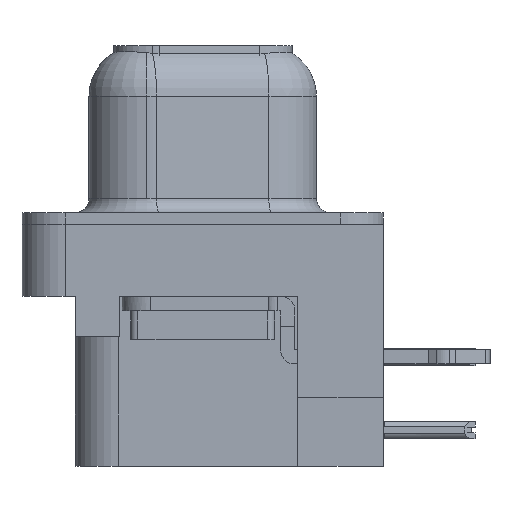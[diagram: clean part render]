
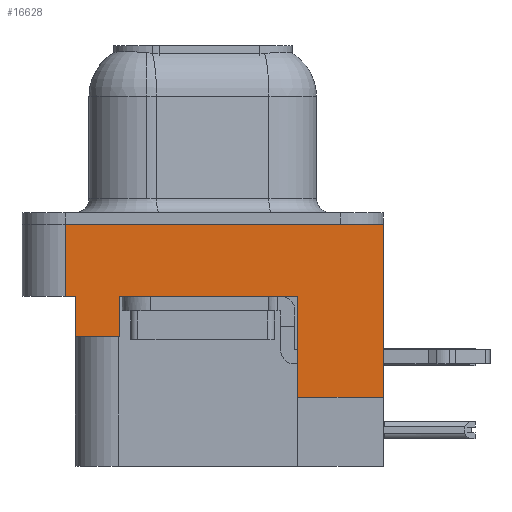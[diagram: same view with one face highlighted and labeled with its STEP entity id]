
A CAD part, left-side view. The second image highlights one B-rep face of the part: STEP entity #16628.
In plain terms, the highlighted planar face has unit normal (-1, 0, 0).
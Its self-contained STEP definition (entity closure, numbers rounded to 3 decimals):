
#579 = DIRECTION ( 'NONE',  ( 0., 1., 0. ) ) ;
#758 = CARTESIAN_POINT ( 'NONE',  ( -2.91, 4.425, -3.9 ) ) ;
#1267 = AXIS2_PLACEMENT_3D ( 'NONE', #17303, #19114, #8255 ) ;
#1270 = ORIENTED_EDGE ( 'NONE', *, *, #20072, .F. ) ;
#1311 = VECTOR ( 'NONE', #579, 1000. ) ;
#1903 = CARTESIAN_POINT ( 'NONE',  ( -2.91, -6.275, -2.5 ) ) ;
#2019 = EDGE_CURVE ( 'NONE', #22266, #7731, #19780, .T. ) ;
#2178 = CARTESIAN_POINT ( 'NONE',  ( -2.91, -6.495, -6. ) ) ;
#2202 = EDGE_CURVE ( 'NONE', #22810, #23347, #19104, .T. ) ;
#2302 = EDGE_CURVE ( 'NONE', #10841, #22266, #18995, .T. ) ;
#2323 = CARTESIAN_POINT ( 'NONE',  ( -2.91, 4.425, -3.9 ) ) ;
#2369 = ORIENTED_EDGE ( 'NONE', *, *, #2202, .F. ) ;
#2472 = EDGE_CURVE ( 'NONE', #22810, #14514, #18340, .T. ) ;
#2658 = CARTESIAN_POINT ( 'NONE',  ( -2.91, -6.275, 0. ) ) ;
#3693 = ORIENTED_EDGE ( 'NONE', *, *, #11492, .T. ) ;
#3817 = ORIENTED_EDGE ( 'NONE', *, *, #6024, .T. ) ;
#4592 = PLANE ( 'NONE',  #1267 ) ;
#5146 = VERTEX_POINT ( 'NONE', #20217 ) ;
#5182 = CARTESIAN_POINT ( 'NONE',  ( -2.91, -6.275, -6. ) ) ;
#5464 = VECTOR ( 'NONE', #14324, 1000. ) ;
#5485 = LINE ( 'NONE', #8860, #5464 ) ;
#6024 = EDGE_CURVE ( 'NONE', #18805, #5146, #6045, .T. ) ;
#6045 = LINE ( 'NONE', #10319, #6089 ) ;
#6089 = VECTOR ( 'NONE', #22901, 1000. ) ;
#6141 = LINE ( 'NONE', #2323, #1311 ) ;
#6167 = EDGE_CURVE ( 'NONE', #23347, #8299, #5485, .T. ) ;
#6679 = ORIENTED_EDGE ( 'NONE', *, *, #2472, .T. ) ;
#6806 = ORIENTED_EDGE ( 'NONE', *, *, #9805, .F. ) ;
#6921 = DIRECTION ( 'NONE',  ( 0., 1., 0. ) ) ;
#7731 = VERTEX_POINT ( 'NONE', #16265 ) ;
#8255 = DIRECTION ( 'NONE',  ( 0., 0., 1. ) ) ;
#8299 = VERTEX_POINT ( 'NONE', #2658 ) ;
#8363 = LINE ( 'NONE', #1903, #22216 ) ;
#8427 = EDGE_CURVE ( 'NONE', #10841, #8299, #19999, .T. ) ;
#8826 = CARTESIAN_POINT ( 'NONE',  ( -2.91, -3.295, -6. ) ) ;
#8860 = CARTESIAN_POINT ( 'NONE',  ( -2.91, -6.275, 0. ) ) ;
#9294 = LINE ( 'NONE', #10392, #13543 ) ;
#9805 = EDGE_CURVE ( 'NONE', #19579, #14514, #9294, .T. ) ;
#10319 = CARTESIAN_POINT ( 'NONE',  ( -2.91, 2.895, -3.9 ) ) ;
#10392 = CARTESIAN_POINT ( 'NONE',  ( -2.91, 4.425, -3.9 ) ) ;
#10841 = VERTEX_POINT ( 'NONE', #5182 ) ;
#11145 = CARTESIAN_POINT ( 'NONE',  ( -2.91, -6.275, -2.5 ) ) ;
#11492 = EDGE_CURVE ( 'NONE', #5146, #7731, #8363, .T. ) ;
#12967 = CARTESIAN_POINT ( 'NONE',  ( -2.91, 2.895, -3.9 ) ) ;
#13543 = VECTOR ( 'NONE', #15861, 1000. ) ;
#14324 = DIRECTION ( 'NONE',  ( 0., -1., 0. ) ) ;
#14514 = VERTEX_POINT ( 'NONE', #20351 ) ;
#14652 = VECTOR ( 'NONE', #21088, 1000. ) ;
#14740 = ORIENTED_EDGE ( 'NONE', *, *, #2019, .F. ) ;
#15202 = ORIENTED_EDGE ( 'NONE', *, *, #6167, .F. ) ;
#15861 = DIRECTION ( 'NONE',  ( 0., 0., 1. ) ) ;
#16265 = CARTESIAN_POINT ( 'NONE',  ( -2.91, -3.295, -2.5 ) ) ;
#16441 = DIRECTION ( 'NONE',  ( 0., -1., 0. ) ) ;
#16628 = ADVANCED_FACE ( 'NONE', ( #22646 ), #4592, .T. ) ;
#16642 = ORIENTED_EDGE ( 'NONE', *, *, #8427, .T. ) ;
#17303 = CARTESIAN_POINT ( 'NONE',  ( -2.91, -6.275, -2.5 ) ) ;
#17499 = EDGE_LOOP ( 'NONE', ( #17780, #16642, #15202, #2369, #6679, #6806, #1270, #3817, #3693, #14740 ) ) ;
#17780 = ORIENTED_EDGE ( 'NONE', *, *, #2302, .F. ) ;
#18340 = LINE ( 'NONE', #11145, #18440 ) ;
#18440 = VECTOR ( 'NONE', #18752, 1000. ) ;
#18752 = DIRECTION ( 'NONE',  ( 0., -1., 0. ) ) ;
#18805 = VERTEX_POINT ( 'NONE', #12967 ) ;
#18935 = VECTOR ( 'NONE', #6921, 1000. ) ;
#18995 = LINE ( 'NONE', #2178, #18935 ) ;
#19064 = DIRECTION ( 'NONE',  ( 0., 0., 1. ) ) ;
#19104 = LINE ( 'NONE', #19591, #19329 ) ;
#19114 = DIRECTION ( 'NONE',  ( -1., 0., 0. ) ) ;
#19192 = CARTESIAN_POINT ( 'NONE',  ( -2.91, -3.295, -8.4 ) ) ;
#19304 = CARTESIAN_POINT ( 'NONE',  ( -2.91, -6.275, -2.5 ) ) ;
#19329 = VECTOR ( 'NONE', #19356, 1000. ) ;
#19356 = DIRECTION ( 'NONE',  ( 0., 0., 1. ) ) ;
#19579 = VERTEX_POINT ( 'NONE', #758 ) ;
#19591 = CARTESIAN_POINT ( 'NONE',  ( -2.91, 4.775, -2.5 ) ) ;
#19780 = LINE ( 'NONE', #19192, #19974 ) ;
#19974 = VECTOR ( 'NONE', #19064, 1000. ) ;
#19978 = CARTESIAN_POINT ( 'NONE',  ( -2.91, 4.775, -2.5 ) ) ;
#19999 = LINE ( 'NONE', #19304, #14652 ) ;
#20072 = EDGE_CURVE ( 'NONE', #18805, #19579, #6141, .T. ) ;
#20217 = CARTESIAN_POINT ( 'NONE',  ( -2.91, 2.895, -2.5 ) ) ;
#20351 = CARTESIAN_POINT ( 'NONE',  ( -2.91, 4.425, -2.5 ) ) ;
#21088 = DIRECTION ( 'NONE',  ( 0., 0., 1. ) ) ;
#22216 = VECTOR ( 'NONE', #16441, 1000. ) ;
#22266 = VERTEX_POINT ( 'NONE', #8826 ) ;
#22646 = FACE_OUTER_BOUND ( 'NONE', #17499, .T. ) ;
#22810 = VERTEX_POINT ( 'NONE', #19978 ) ;
#22901 = DIRECTION ( 'NONE',  ( 0., 0., 1. ) ) ;
#23308 = CARTESIAN_POINT ( 'NONE',  ( -2.91, 4.775, 0. ) ) ;
#23347 = VERTEX_POINT ( 'NONE', #23308 ) ;
